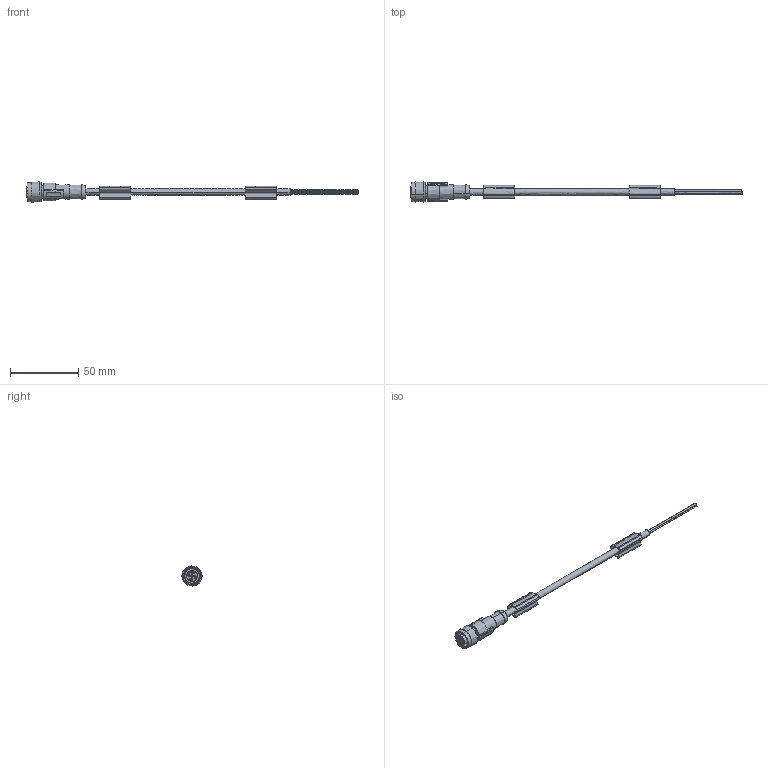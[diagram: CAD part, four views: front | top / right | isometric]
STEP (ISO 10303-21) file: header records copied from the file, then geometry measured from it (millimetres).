
FILE_DESCRIPTION (( 'STEP AP214' ), '1' );
FILE_NAME ('LF9Z-CM13_SUR_rev0.0.STEP', '2021-05-25T07:03:20', ( '' ), ( '' ), 'SwSTEP 2.0', 'SolidWorks 2019', '' );
FILE_SCHEMA (( 'AUTOMOTIVE_DESIGN' ));
Length unit declared in the file: millimetre
Products named in the file (2): LF9Z-CM13_蹬怮椔; LF9Z-CM13_SUR_rev0.0
Assembly tree (1 placements, depth 2):
  LF9Z-CM13_SUR_rev0.0
    LF9Z-CM13_蹬怮椔
Bounding box: 243.9 x 14.7 x 14.7 mm (x, y, z)
Surface area: 8924.5 mm2 (no closed solid volume)
Topology: 0 solids, 4 shells, 244 faces, 680 edges, 412 vertices
Faces by surface type: bspline 207, cone 33, cylinder 2, plane 2
Entity records: 13889 total; most frequent: CARTESIAN_POINT 7879, ORIENTED_EDGE 1218, EDGE_CURVE 661, VERTEX_POINT 412, DIRECTION 301, EDGE_LOOP 275, B_SPLINE_CURVE_WITH_KNOTS 274, ADVANCED_FACE 244
